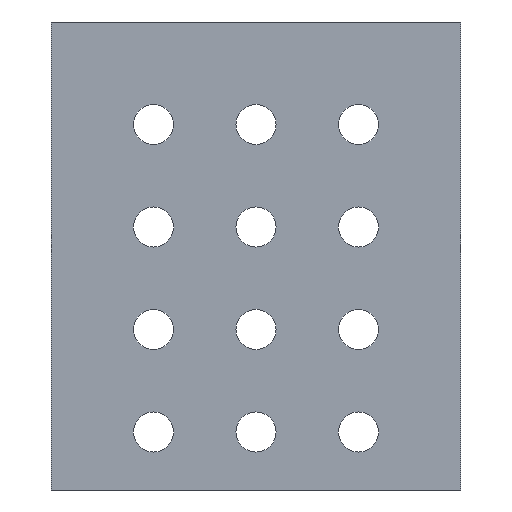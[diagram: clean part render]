
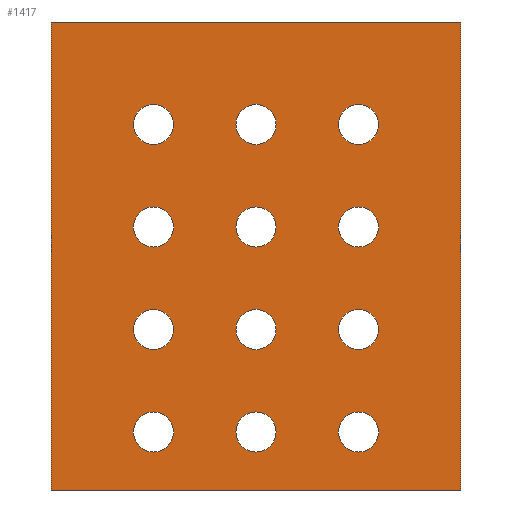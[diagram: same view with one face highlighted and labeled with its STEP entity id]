
A CAD part, left-side view. The second image highlights one B-rep face of the part: STEP entity #1417.
In plain terms, the highlighted planar face has unit normal (-1, 0, 0).
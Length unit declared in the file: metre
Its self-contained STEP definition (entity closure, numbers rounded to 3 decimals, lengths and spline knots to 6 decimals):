
#116=CIRCLE('',#1549,0.002489);
#117=CIRCLE('',#1550,0.002489);
#118=CIRCLE('',#1551,0.002489);
#119=CIRCLE('',#1552,0.002489);
#120=CIRCLE('',#1553,0.002489);
#121=CIRCLE('',#1554,0.002489);
#122=CIRCLE('',#1555,0.002489);
#123=CIRCLE('',#1556,0.002489);
#124=CIRCLE('',#1557,0.002489);
#125=CIRCLE('',#1558,0.002489);
#126=CIRCLE('',#1559,0.002489);
#127=CIRCLE('',#1560,0.002489);
#264=ORIENTED_EDGE('',*,*,#630,.F.);
#265=ORIENTED_EDGE('',*,*,#631,.F.);
#266=ORIENTED_EDGE('',*,*,#632,.F.);
#267=ORIENTED_EDGE('',*,*,#633,.F.);
#268=ORIENTED_EDGE('',*,*,#634,.F.);
#269=ORIENTED_EDGE('',*,*,#635,.F.);
#270=ORIENTED_EDGE('',*,*,#636,.F.);
#271=ORIENTED_EDGE('',*,*,#637,.F.);
#272=ORIENTED_EDGE('',*,*,#638,.F.);
#273=ORIENTED_EDGE('',*,*,#639,.F.);
#274=ORIENTED_EDGE('',*,*,#640,.F.);
#275=ORIENTED_EDGE('',*,*,#641,.F.);
#276=ORIENTED_EDGE('',*,*,#642,.F.);
#277=ORIENTED_EDGE('',*,*,#546,.T.);
#278=ORIENTED_EDGE('',*,*,#628,.T.);
#279=ORIENTED_EDGE('',*,*,#604,.T.);
#546=EDGE_CURVE('',#731,#730,#874,.T.);
#604=EDGE_CURVE('',#789,#788,#904,.T.);
#628=EDGE_CURVE('',#730,#789,#912,.T.);
#630=EDGE_CURVE('',#812,#812,#116,.T.);
#631=EDGE_CURVE('',#813,#813,#117,.T.);
#632=EDGE_CURVE('',#814,#814,#118,.T.);
#633=EDGE_CURVE('',#815,#815,#119,.T.);
#634=EDGE_CURVE('',#816,#816,#120,.T.);
#635=EDGE_CURVE('',#817,#817,#121,.T.);
#636=EDGE_CURVE('',#818,#818,#122,.T.);
#637=EDGE_CURVE('',#819,#819,#123,.T.);
#638=EDGE_CURVE('',#820,#820,#124,.T.);
#639=EDGE_CURVE('',#821,#821,#125,.T.);
#640=EDGE_CURVE('',#822,#822,#126,.T.);
#641=EDGE_CURVE('',#823,#823,#127,.T.);
#642=EDGE_CURVE('',#731,#788,#914,.T.);
#730=VERTEX_POINT('',#2123);
#731=VERTEX_POINT('',#2125);
#788=VERTEX_POINT('',#2240);
#789=VERTEX_POINT('',#2242);
#812=VERTEX_POINT('',#2293);
#813=VERTEX_POINT('',#2295);
#814=VERTEX_POINT('',#2297);
#815=VERTEX_POINT('',#2299);
#816=VERTEX_POINT('',#2301);
#817=VERTEX_POINT('',#2303);
#818=VERTEX_POINT('',#2305);
#819=VERTEX_POINT('',#2307);
#820=VERTEX_POINT('',#2309);
#821=VERTEX_POINT('',#2311);
#822=VERTEX_POINT('',#2313);
#823=VERTEX_POINT('',#2315);
#874=LINE('',#2124,#954);
#904=LINE('',#2241,#984);
#912=LINE('',#2289,#992);
#914=LINE('',#2316,#994);
#954=VECTOR('',#1685,1.);
#984=VECTOR('',#1773,1.);
#992=VECTOR('',#1815,1.);
#994=VECTOR('',#1843,1.);
#1049=EDGE_LOOP('',(#264));
#1050=EDGE_LOOP('',(#265));
#1051=EDGE_LOOP('',(#266));
#1052=EDGE_LOOP('',(#267));
#1053=EDGE_LOOP('',(#268));
#1054=EDGE_LOOP('',(#269));
#1055=EDGE_LOOP('',(#270));
#1056=EDGE_LOOP('',(#271));
#1057=EDGE_LOOP('',(#272));
#1058=EDGE_LOOP('',(#273));
#1059=EDGE_LOOP('',(#274));
#1060=EDGE_LOOP('',(#275));
#1061=EDGE_LOOP('',(#276,#277,#278,#279));
#1229=FACE_BOUND('',#1049,.T.);
#1230=FACE_BOUND('',#1050,.T.);
#1231=FACE_BOUND('',#1051,.T.);
#1232=FACE_BOUND('',#1052,.T.);
#1233=FACE_BOUND('',#1053,.T.);
#1234=FACE_BOUND('',#1054,.T.);
#1235=FACE_BOUND('',#1055,.T.);
#1236=FACE_BOUND('',#1056,.T.);
#1237=FACE_BOUND('',#1057,.T.);
#1238=FACE_BOUND('',#1058,.T.);
#1239=FACE_BOUND('',#1059,.T.);
#1240=FACE_BOUND('',#1060,.T.);
#1241=FACE_BOUND('',#1061,.T.);
#1395=PLANE('',#1548);
#1417=ADVANCED_FACE('',(#1229,#1230,#1231,#1232,#1233,#1234,#1235,#1236,
#1237,#1238,#1239,#1240,#1241),#1395,.F.);
#1548=AXIS2_PLACEMENT_3D('',#2291,#1817,#1818);
#1549=AXIS2_PLACEMENT_3D('',#2292,#1819,#1820);
#1550=AXIS2_PLACEMENT_3D('',#2294,#1821,#1822);
#1551=AXIS2_PLACEMENT_3D('',#2296,#1823,#1824);
#1552=AXIS2_PLACEMENT_3D('',#2298,#1825,#1826);
#1553=AXIS2_PLACEMENT_3D('',#2300,#1827,#1828);
#1554=AXIS2_PLACEMENT_3D('',#2302,#1829,#1830);
#1555=AXIS2_PLACEMENT_3D('',#2304,#1831,#1832);
#1556=AXIS2_PLACEMENT_3D('',#2306,#1833,#1834);
#1557=AXIS2_PLACEMENT_3D('',#2308,#1835,#1836);
#1558=AXIS2_PLACEMENT_3D('',#2310,#1837,#1838);
#1559=AXIS2_PLACEMENT_3D('',#2312,#1839,#1840);
#1560=AXIS2_PLACEMENT_3D('',#2314,#1841,#1842);
#1685=DIRECTION('',(0.,-1.,0.));
#1773=DIRECTION('',(0.,1.,0.));
#1815=DIRECTION('',(0.,0.,1.));
#1817=DIRECTION('',(1.,0.,0.));
#1818=DIRECTION('',(0.,1.,0.));
#1819=DIRECTION('',(-1.,0.,0.));
#1820=DIRECTION('',(0.,-1.,0.));
#1821=DIRECTION('',(-1.,0.,0.));
#1822=DIRECTION('',(0.,-1.,0.));
#1823=DIRECTION('',(-1.,0.,0.));
#1824=DIRECTION('',(0.,-1.,0.));
#1825=DIRECTION('',(-1.,0.,0.));
#1826=DIRECTION('',(0.,-1.,0.));
#1827=DIRECTION('',(-1.,0.,0.));
#1828=DIRECTION('',(0.,-1.,0.));
#1829=DIRECTION('',(-1.,0.,0.));
#1830=DIRECTION('',(0.,-1.,0.));
#1831=DIRECTION('',(-1.,0.,0.));
#1832=DIRECTION('',(0.,-1.,0.));
#1833=DIRECTION('',(-1.,0.,0.));
#1834=DIRECTION('',(0.,-1.,0.));
#1835=DIRECTION('',(-1.,0.,0.));
#1836=DIRECTION('',(0.,-1.,0.));
#1837=DIRECTION('',(-1.,0.,0.));
#1838=DIRECTION('',(0.,-1.,0.));
#1839=DIRECTION('',(-1.,0.,0.));
#1840=DIRECTION('',(0.,-1.,0.));
#1841=DIRECTION('',(-1.,0.,0.));
#1842=DIRECTION('',(0.,-1.,0.));
#1843=DIRECTION('',(0.,0.,1.));
#2123=CARTESIAN_POINT('',(-0.03175,-0.3683,0.545262));
#2124=CARTESIAN_POINT('',(-0.03175,-0.3429,0.545262));
#2125=CARTESIAN_POINT('',(-0.03175,-0.3175,0.545262));
#2240=CARTESIAN_POINT('',(-0.03175,-0.3175,0.60325));
#2241=CARTESIAN_POINT('',(-0.03175,-0.3429,0.60325));
#2242=CARTESIAN_POINT('',(-0.03175,-0.3683,0.60325));
#2289=CARTESIAN_POINT('',(-0.03175,-0.3683,0.54526));
#2291=CARTESIAN_POINT('',(-0.03175,-0.3429,0.54526));
#2292=CARTESIAN_POINT('',(-0.03175,-0.3429,0.55245));
#2293=CARTESIAN_POINT('',(-0.03175,-0.345389,0.55245));
#2294=CARTESIAN_POINT('',(-0.03175,-0.3429,0.59055));
#2295=CARTESIAN_POINT('',(-0.03175,-0.345389,0.59055));
#2296=CARTESIAN_POINT('',(-0.03175,-0.3429,0.57785));
#2297=CARTESIAN_POINT('',(-0.03175,-0.345389,0.57785));
#2298=CARTESIAN_POINT('',(-0.03175,-0.3429,0.56515));
#2299=CARTESIAN_POINT('',(-0.03175,-0.345389,0.56515));
#2300=CARTESIAN_POINT('',(-0.03175,-0.3302,0.55245));
#2301=CARTESIAN_POINT('',(-0.03175,-0.332689,0.55245));
#2302=CARTESIAN_POINT('',(-0.03175,-0.3302,0.59055));
#2303=CARTESIAN_POINT('',(-0.03175,-0.332689,0.59055));
#2304=CARTESIAN_POINT('',(-0.03175,-0.3302,0.57785));
#2305=CARTESIAN_POINT('',(-0.03175,-0.332689,0.57785));
#2306=CARTESIAN_POINT('',(-0.03175,-0.3302,0.56515));
#2307=CARTESIAN_POINT('',(-0.03175,-0.332689,0.56515));
#2308=CARTESIAN_POINT('',(-0.03175,-0.3556,0.55245));
#2309=CARTESIAN_POINT('',(-0.03175,-0.358089,0.55245));
#2310=CARTESIAN_POINT('',(-0.03175,-0.3556,0.59055));
#2311=CARTESIAN_POINT('',(-0.03175,-0.358089,0.59055));
#2312=CARTESIAN_POINT('',(-0.03175,-0.3556,0.57785));
#2313=CARTESIAN_POINT('',(-0.03175,-0.358089,0.57785));
#2314=CARTESIAN_POINT('',(-0.03175,-0.3556,0.56515));
#2315=CARTESIAN_POINT('',(-0.03175,-0.358089,0.56515));
#2316=CARTESIAN_POINT('',(-0.03175,-0.3175,0.54526));
